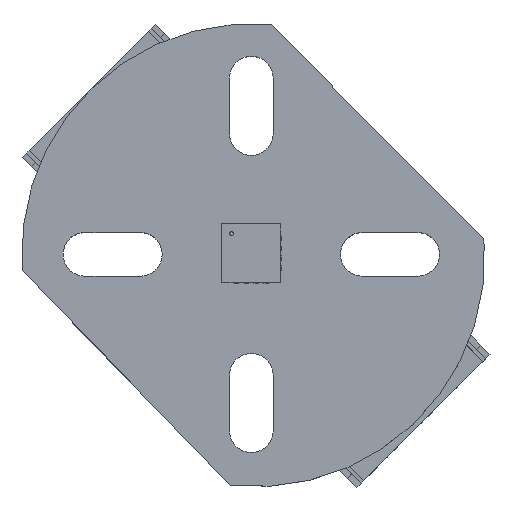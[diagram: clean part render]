
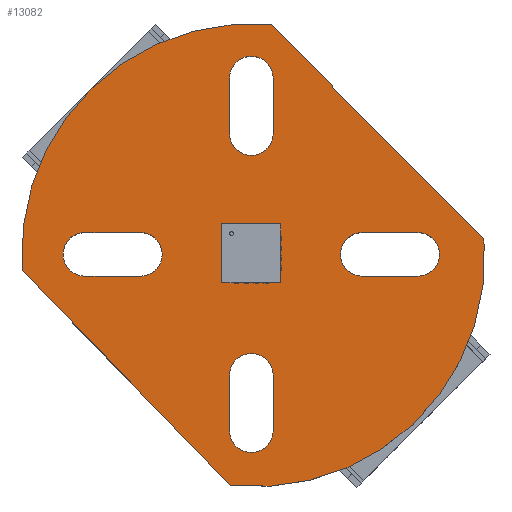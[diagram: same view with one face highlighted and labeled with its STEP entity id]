
A CAD part, top view. The second image highlights one B-rep face of the part: STEP entity #13082.
In plain terms, the highlighted planar face has unit normal (0, 0, 1).
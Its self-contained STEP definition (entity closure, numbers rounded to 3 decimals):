
#12807 = VERTEX_POINT('',#12808);
#12808 = CARTESIAN_POINT('',(134.732,-96.604,1.6));
#12814 = EDGE_CURVE('',#12807,#12815,#12817,.T.);
#12815 = VERTEX_POINT('',#12816);
#12816 = CARTESIAN_POINT('',(147.308,-84.512,1.6));
#12817 = CIRCLE('',#12818,11.585);
#12818 = AXIS2_PLACEMENT_3D('',#12819,#12820,#12821);
#12819 = CARTESIAN_POINT('',(146.305,-96.054,1.6));
#12820 = DIRECTION('',(0.,0.,-1.));
#12821 = DIRECTION('',(-0.999,-0.047,-0.));
#12849 = VERTEX_POINT('',#12850);
#12850 = CARTESIAN_POINT('',(134.755,-96.938,1.6));
#12856 = EDGE_CURVE('',#12849,#12807,#12857,.T.);
#12857 = LINE('',#12858,#12859);
#12858 = CARTESIAN_POINT('',(134.755,-96.938,1.6));
#12859 = VECTOR('',#12860,1.);
#12860 = DIRECTION('',(-0.069,0.998,0.));
#12878 = EDGE_CURVE('',#12815,#12879,#12881,.T.);
#12879 = VERTEX_POINT('',#12880);
#12880 = CARTESIAN_POINT('',(158.034,-95.312,1.6));
#12881 = LINE('',#12882,#12883);
#12882 = CARTESIAN_POINT('',(147.308,-84.512,1.6));
#12883 = VECTOR('',#12884,1.);
#12884 = DIRECTION('',(0.705,-0.71,0.));
#13082 = ADVANCED_FACE('',(#13083,#13111,#13147,#13183,#13219),#13255,
  .T.);
#13083 = FACE_BOUND('',#13084,.T.);
#13084 = EDGE_LOOP('',(#13085,#13086,#13087,#13095,#13104,#13110));
#13085 = ORIENTED_EDGE('',*,*,#12814,.F.);
#13086 = ORIENTED_EDGE('',*,*,#12856,.F.);
#13087 = ORIENTED_EDGE('',*,*,#13088,.F.);
#13088 = EDGE_CURVE('',#13089,#12849,#13091,.T.);
#13089 = VERTEX_POINT('',#13090);
#13090 = CARTESIAN_POINT('',(145.25,-107.75,1.6));
#13091 = LINE('',#13092,#13093);
#13092 = CARTESIAN_POINT('',(145.25,-107.75,1.6));
#13093 = VECTOR('',#13094,1.);
#13094 = DIRECTION('',(-0.697,0.718,0.));
#13095 = ORIENTED_EDGE('',*,*,#13096,.F.);
#13096 = EDGE_CURVE('',#13097,#13089,#13099,.T.);
#13097 = VERTEX_POINT('',#13098);
#13098 = CARTESIAN_POINT('',(158.061,-95.651,1.6));
#13099 = CIRCLE('',#13100,11.518);
#13100 = AXIS2_PLACEMENT_3D('',#13101,#13102,#13103);
#13101 = CARTESIAN_POINT('',(146.562,-96.307,1.6));
#13102 = DIRECTION('',(0.,0.,-1.));
#13103 = DIRECTION('',(0.998,0.057,0.));
#13104 = ORIENTED_EDGE('',*,*,#13105,.F.);
#13105 = EDGE_CURVE('',#12879,#13097,#13106,.T.);
#13106 = LINE('',#13107,#13108);
#13107 = CARTESIAN_POINT('',(158.034,-95.312,1.6));
#13108 = VECTOR('',#13109,1.);
#13109 = DIRECTION('',(0.079,-0.997,0.));
#13110 = ORIENTED_EDGE('',*,*,#12878,.F.);
#13111 = FACE_BOUND('',#13112,.T.);
#13112 = EDGE_LOOP('',(#13113,#13124,#13132,#13141));
#13113 = ORIENTED_EDGE('',*,*,#13114,.T.);
#13114 = EDGE_CURVE('',#13115,#13117,#13119,.T.);
#13115 = VERTEX_POINT('',#13116);
#13116 = CARTESIAN_POINT('',(147.408,-105.006,1.6));
#13117 = VERTEX_POINT('',#13118);
#13118 = CARTESIAN_POINT('',(145.208,-105.006,1.6));
#13119 = CIRCLE('',#13120,1.1);
#13120 = AXIS2_PLACEMENT_3D('',#13121,#13122,#13123);
#13121 = CARTESIAN_POINT('',(146.308,-105.006,1.6));
#13122 = DIRECTION('',(-0.,0.,-1.));
#13123 = DIRECTION('',(-1.,0.,0.));
#13124 = ORIENTED_EDGE('',*,*,#13125,.T.);
#13125 = EDGE_CURVE('',#13117,#13126,#13128,.T.);
#13126 = VERTEX_POINT('',#13127);
#13127 = CARTESIAN_POINT('',(145.208,-102.206,1.6));
#13128 = LINE('',#13129,#13130);
#13129 = CARTESIAN_POINT('',(145.208,-51.103,1.6));
#13130 = VECTOR('',#13131,1.);
#13131 = DIRECTION('',(-0.,1.,0.));
#13132 = ORIENTED_EDGE('',*,*,#13133,.T.);
#13133 = EDGE_CURVE('',#13126,#13134,#13136,.T.);
#13134 = VERTEX_POINT('',#13135);
#13135 = CARTESIAN_POINT('',(147.408,-102.206,1.6));
#13136 = CIRCLE('',#13137,1.1);
#13137 = AXIS2_PLACEMENT_3D('',#13138,#13139,#13140);
#13138 = CARTESIAN_POINT('',(146.308,-102.206,1.6));
#13139 = DIRECTION('',(0.,-0.,-1.));
#13140 = DIRECTION('',(1.,0.,0.));
#13141 = ORIENTED_EDGE('',*,*,#13142,.T.);
#13142 = EDGE_CURVE('',#13134,#13115,#13143,.T.);
#13143 = LINE('',#13144,#13145);
#13144 = CARTESIAN_POINT('',(147.408,-52.503,1.6));
#13145 = VECTOR('',#13146,1.);
#13146 = DIRECTION('',(0.,-1.,0.));
#13147 = FACE_BOUND('',#13148,.T.);
#13148 = EDGE_LOOP('',(#13149,#13160,#13168,#13177));
#13149 = ORIENTED_EDGE('',*,*,#13150,.T.);
#13150 = EDGE_CURVE('',#13151,#13153,#13155,.T.);
#13151 = VERTEX_POINT('',#13152);
#13152 = CARTESIAN_POINT('',(140.708,-95.006,1.6));
#13153 = VERTEX_POINT('',#13154);
#13154 = CARTESIAN_POINT('',(140.708,-97.206,1.6));
#13155 = CIRCLE('',#13156,1.1);
#13156 = AXIS2_PLACEMENT_3D('',#13157,#13158,#13159);
#13157 = CARTESIAN_POINT('',(140.708,-96.106,1.6));
#13158 = DIRECTION('',(-0.,0.,-1.));
#13159 = DIRECTION('',(-0.,-1.,0.));
#13160 = ORIENTED_EDGE('',*,*,#13161,.T.);
#13161 = EDGE_CURVE('',#13153,#13162,#13164,.T.);
#13162 = VERTEX_POINT('',#13163);
#13163 = CARTESIAN_POINT('',(137.908,-97.206,1.6));
#13164 = LINE('',#13165,#13166);
#13165 = CARTESIAN_POINT('',(68.954,-97.206,1.6));
#13166 = VECTOR('',#13167,1.);
#13167 = DIRECTION('',(-1.,0.,0.));
#13168 = ORIENTED_EDGE('',*,*,#13169,.T.);
#13169 = EDGE_CURVE('',#13162,#13170,#13172,.T.);
#13170 = VERTEX_POINT('',#13171);
#13171 = CARTESIAN_POINT('',(137.908,-95.006,1.6));
#13172 = CIRCLE('',#13173,1.1);
#13173 = AXIS2_PLACEMENT_3D('',#13174,#13175,#13176);
#13174 = CARTESIAN_POINT('',(137.908,-96.106,1.6));
#13175 = DIRECTION('',(-0.,0.,-1.));
#13176 = DIRECTION('',(0.,1.,0.));
#13177 = ORIENTED_EDGE('',*,*,#13178,.T.);
#13178 = EDGE_CURVE('',#13170,#13151,#13179,.T.);
#13179 = LINE('',#13180,#13181);
#13180 = CARTESIAN_POINT('',(70.354,-95.006,1.6));
#13181 = VECTOR('',#13182,1.);
#13182 = DIRECTION('',(1.,0.,-0.));
#13183 = FACE_BOUND('',#13184,.T.);
#13184 = EDGE_LOOP('',(#13185,#13196,#13204,#13213));
#13185 = ORIENTED_EDGE('',*,*,#13186,.T.);
#13186 = EDGE_CURVE('',#13187,#13189,#13191,.T.);
#13187 = VERTEX_POINT('',#13188);
#13188 = CARTESIAN_POINT('',(154.708,-95.006,1.6));
#13189 = VERTEX_POINT('',#13190);
#13190 = CARTESIAN_POINT('',(154.708,-97.206,1.6));
#13191 = CIRCLE('',#13192,1.1);
#13192 = AXIS2_PLACEMENT_3D('',#13193,#13194,#13195);
#13193 = CARTESIAN_POINT('',(154.708,-96.106,1.6));
#13194 = DIRECTION('',(-0.,0.,-1.));
#13195 = DIRECTION('',(-0.,-1.,0.));
#13196 = ORIENTED_EDGE('',*,*,#13197,.T.);
#13197 = EDGE_CURVE('',#13189,#13198,#13200,.T.);
#13198 = VERTEX_POINT('',#13199);
#13199 = CARTESIAN_POINT('',(151.908,-97.206,1.6));
#13200 = LINE('',#13201,#13202);
#13201 = CARTESIAN_POINT('',(75.954,-97.206,1.6));
#13202 = VECTOR('',#13203,1.);
#13203 = DIRECTION('',(-1.,0.,0.));
#13204 = ORIENTED_EDGE('',*,*,#13205,.T.);
#13205 = EDGE_CURVE('',#13198,#13206,#13208,.T.);
#13206 = VERTEX_POINT('',#13207);
#13207 = CARTESIAN_POINT('',(151.908,-95.006,1.6));
#13208 = CIRCLE('',#13209,1.1);
#13209 = AXIS2_PLACEMENT_3D('',#13210,#13211,#13212);
#13210 = CARTESIAN_POINT('',(151.908,-96.106,1.6));
#13211 = DIRECTION('',(-0.,0.,-1.));
#13212 = DIRECTION('',(0.,1.,0.));
#13213 = ORIENTED_EDGE('',*,*,#13214,.T.);
#13214 = EDGE_CURVE('',#13206,#13187,#13215,.T.);
#13215 = LINE('',#13216,#13217);
#13216 = CARTESIAN_POINT('',(77.354,-95.006,1.6));
#13217 = VECTOR('',#13218,1.);
#13218 = DIRECTION('',(1.,0.,-0.));
#13219 = FACE_BOUND('',#13220,.T.);
#13220 = EDGE_LOOP('',(#13221,#13232,#13240,#13249));
#13221 = ORIENTED_EDGE('',*,*,#13222,.T.);
#13222 = EDGE_CURVE('',#13223,#13225,#13227,.T.);
#13223 = VERTEX_POINT('',#13224);
#13224 = CARTESIAN_POINT('',(147.408,-90.006,1.6));
#13225 = VERTEX_POINT('',#13226);
#13226 = CARTESIAN_POINT('',(145.208,-90.006,1.6));
#13227 = CIRCLE('',#13228,1.1);
#13228 = AXIS2_PLACEMENT_3D('',#13229,#13230,#13231);
#13229 = CARTESIAN_POINT('',(146.308,-90.006,1.6));
#13230 = DIRECTION('',(-0.,0.,-1.));
#13231 = DIRECTION('',(-1.,0.,0.));
#13232 = ORIENTED_EDGE('',*,*,#13233,.T.);
#13233 = EDGE_CURVE('',#13225,#13234,#13236,.T.);
#13234 = VERTEX_POINT('',#13235);
#13235 = CARTESIAN_POINT('',(145.208,-87.206,1.6));
#13236 = LINE('',#13237,#13238);
#13237 = CARTESIAN_POINT('',(145.208,-43.603,1.6));
#13238 = VECTOR('',#13239,1.);
#13239 = DIRECTION('',(-0.,1.,0.));
#13240 = ORIENTED_EDGE('',*,*,#13241,.T.);
#13241 = EDGE_CURVE('',#13234,#13242,#13244,.T.);
#13242 = VERTEX_POINT('',#13243);
#13243 = CARTESIAN_POINT('',(147.408,-87.206,1.6));
#13244 = CIRCLE('',#13245,1.1);
#13245 = AXIS2_PLACEMENT_3D('',#13246,#13247,#13248);
#13246 = CARTESIAN_POINT('',(146.308,-87.206,1.6));
#13247 = DIRECTION('',(0.,-0.,-1.));
#13248 = DIRECTION('',(1.,0.,0.));
#13249 = ORIENTED_EDGE('',*,*,#13250,.T.);
#13250 = EDGE_CURVE('',#13242,#13223,#13251,.T.);
#13251 = LINE('',#13252,#13253);
#13252 = CARTESIAN_POINT('',(147.408,-45.003,1.6));
#13253 = VECTOR('',#13254,1.);
#13254 = DIRECTION('',(0.,-1.,0.));
#13255 = PLANE('',#13256);
#13256 = AXIS2_PLACEMENT_3D('',#13257,#13258,#13259);
#13257 = CARTESIAN_POINT('',(0.,0.,1.6));
#13258 = DIRECTION('',(0.,0.,1.));
#13259 = DIRECTION('',(1.,0.,-0.));
